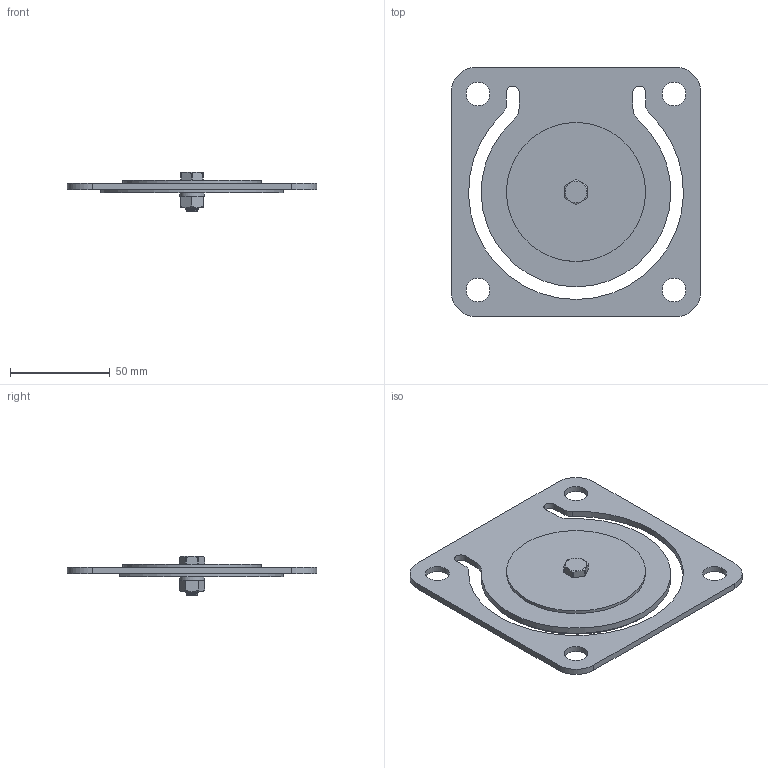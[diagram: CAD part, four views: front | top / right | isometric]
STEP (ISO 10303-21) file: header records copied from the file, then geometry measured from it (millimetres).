
FILE_DESCRIPTION(/* description */ ('INLET FLANGE GASKET'),/* implementation_level */ '2;1');
FILE_NAME(/* name */ '18013.stp',/* time_stamp */ '2014-02-21T10:54:16-05:00',/* author */ ('mclevenger'),/* organization */ (''),/* preprocessor_version */ 'ST-DEVELOPER v15.2',/* originating_system */ 'Autodesk Inventor 2014',/* authorisation */ '');
FILE_SCHEMA (('AUTOMOTIVE_DESIGN { 1 0 10303 214 3 1 1 }'));
Length unit declared in the file: inch
Products named in the file (7): 18013X; 18014; 18015; 18016; V07019; V07018; 18013
Bounding box: 125.41 x 125.41 x 19.84 mm (x, y, z)
Volume: 59813.2 mm3; surface area: 53108.4 mm2
Topology: 6 solids, 6 shells, 222 faces, 491 edges, 282 vertices
Faces by surface type: cylinder 101, cone 85, plane 36
Full cylindrical faces by diameter (mm): 7.144 x3, 11.906 x4, 69.85 x1
Entity records: 7676 total; most frequent: CARTESIAN_POINT 2720, DIRECTION 1042, ORIENTED_EDGE 966, EDGE_CURVE 483, AXIS2_PLACEMENT_3D 410, VERTEX_POINT 282, EDGE_LOOP 249, LINE 222
